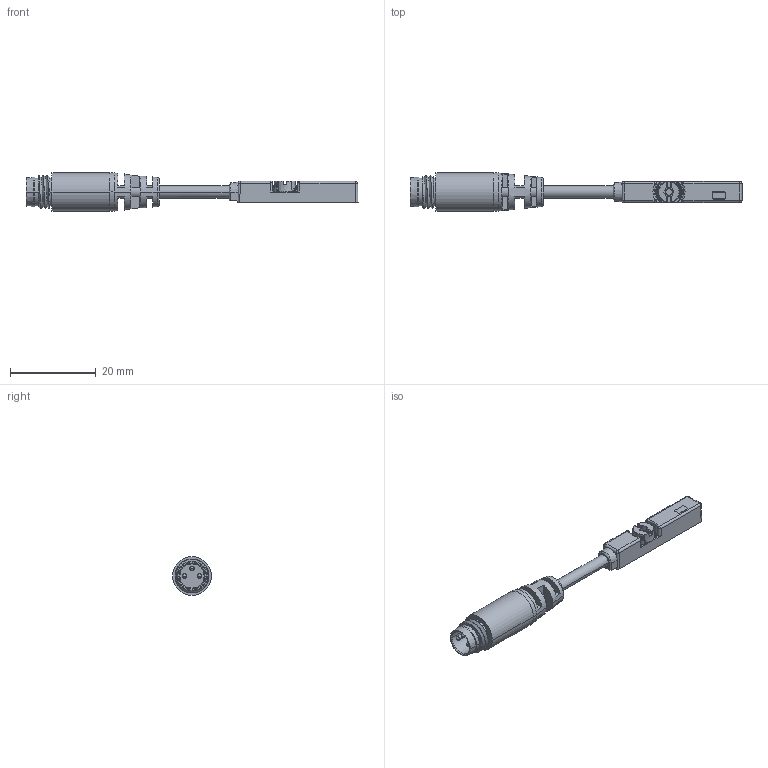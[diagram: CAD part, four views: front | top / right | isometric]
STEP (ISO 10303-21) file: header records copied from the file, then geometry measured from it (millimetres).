
FILE_DESCRIPTION((''),'2;1');
FILE_NAME('EO0019_SW0001','2017-03-21T',('Yahsin'),(''),'CREO PARAMETRIC BY PTC INC, 2014500','CREO PARAMETRIC BY PTC INC, 2014500','');
FILE_SCHEMA(('CONFIG_CONTROL_DESIGN'));
Length unit declared in the file: millimetre
Products named in the file (1): EO0019_SW0001
Bounding box: 77.27 x 9 x 9 mm (x, y, z)
Volume: 2148.9 mm3; surface area: 2066.4 mm2
Topology: 1 solids, 1 shells, 350 faces, 921 edges, 584 vertices
Faces by surface type: bspline 140, cylinder 86, plane 84, cone 14, sphere 14, torus 12
Entity records: 25776 total; most frequent: CARTESIAN_POINT 18452, ORIENTED_EDGE 1830, DIRECTION 1003, EDGE_CURVE 915, VERTEX_POINT 584, B_SPLINE_CURVE_WITH_KNOTS 504, AXIS2_PLACEMENT_3D 382, EDGE_LOOP 367
